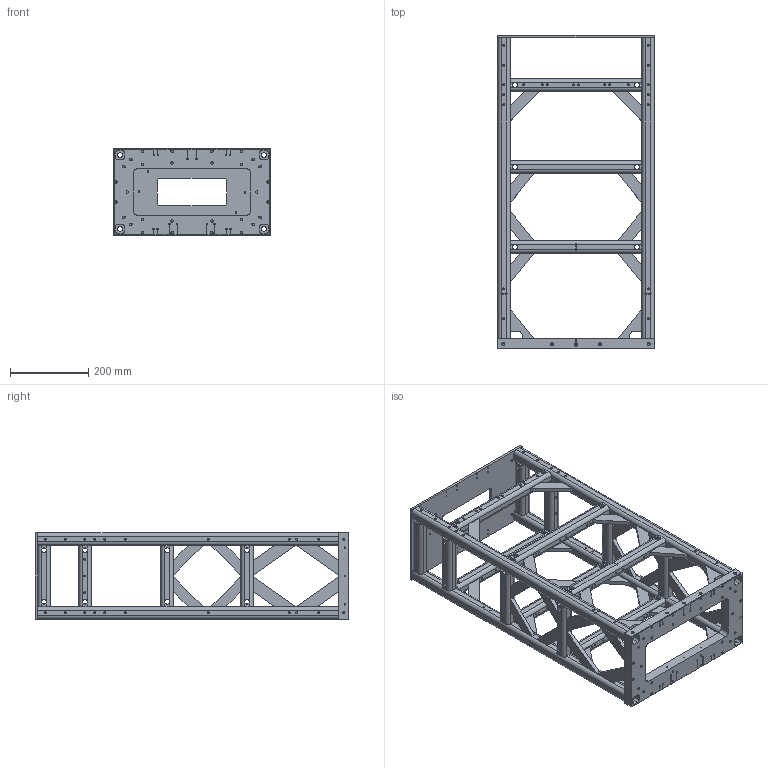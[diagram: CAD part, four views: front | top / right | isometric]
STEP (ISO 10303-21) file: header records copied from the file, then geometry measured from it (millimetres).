
FILE_DESCRIPTION (( 'STEP AP214' ), '1' );
FILE_NAME ('D020023_AdvLIGO_SUS_HSTS_Structural Weldment Assembly.STEP', '2010-05-11T20:20:01', ( 'Dwayne Giardina' ), ( 'CA Institute of Technology' ), 'SwSTEP 2.0', 'SolidWorks 2009', '' );
FILE_SCHEMA (( 'AUTOMOTIVE_DESIGN' ));
Length unit declared in the file: inch
Products named in the file (6): D0901192_AdvLIGO_HSTS_Structural Weldment_As-Built (All Holes)<As Machined>; D0902311_AdvLIGO_HSTS_Bottom Gusset(2.4 x3 x 0.375); D0901193_AdvLIGO_HSTS_Gusset(4.5x3x0.375); D0902290_AdvLIGO_HSTS_Gusset(2.4 x3 x 0.375); D0901188_AdvLIGO_HSTS_Gusset(3x3x0.375); D020023_AdvLIGO_SUS_HSTS_Structural Weldment Assembly
Assembly tree (37 placements, depth 2):
  D020023_AdvLIGO_SUS_HSTS_Structural Weldment Assembly
    D0901193_AdvLIGO_HSTS_Gusset(4.5x3x0.375)  x8
    D0902311_AdvLIGO_HSTS_Bottom Gusset(2.4 x3 x 0.375)  x4
    D0901188_AdvLIGO_HSTS_Gusset(3x3x0.375)  x12
    D0902290_AdvLIGO_HSTS_Gusset(2.4 x3 x 0.375)  x12
    D0901192_AdvLIGO_HSTS_Structural Weldment_As-Built (All Holes)<As Machined>
Bounding box: 400 x 800.79 x 220 mm (x, y, z)
Volume: 5248770.6 mm3; surface area: 1830697.1 mm2
Topology: 56 solids, 56 shells, 1484 faces, 4202 edges, 2696 vertices
Faces by surface type: cylinder 832, plane 608, cone 44
Entity records: 46891 total; most frequent: DIRECTION 8284, CARTESIAN_POINT 7728, ORIENTED_EDGE 7576, EDGE_CURVE 3788, AXIS2_PLACEMENT_3D 3232, VERTEX_POINT 2428, CIRCLE 1906, EDGE_LOOP 1848
